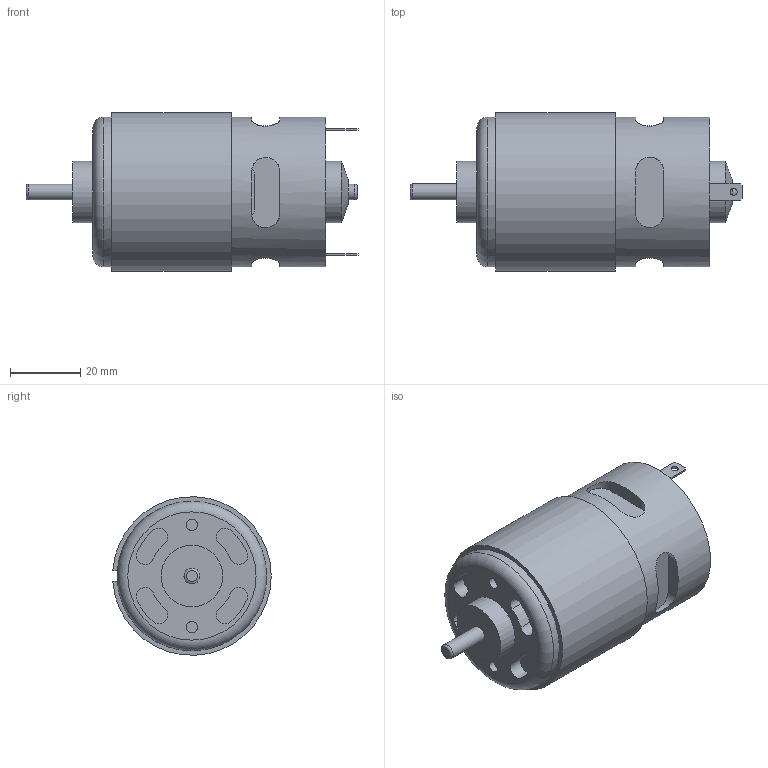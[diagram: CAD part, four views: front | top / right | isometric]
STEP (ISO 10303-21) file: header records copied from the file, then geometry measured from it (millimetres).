
FILE_DESCRIPTION( ( 'Unknown' ), '1' );
FILE_NAME( '770-775.stp', 'Unknown', ( 'Unknown' ), ( 'Unknown' ), 'PSStep 17.0.49', 'Unknown', ' ' );
FILE_SCHEMA( ( 'AUTOMOTIVE_DESIGN { 1 0 10303 214 1 1 1 1 }' ) );
Length unit declared in the file: millimetre
Products named in the file (1): 1
Bounding box: 94.2 x 44.95 x 44.98 mm (x, y, z)
Volume: 98811.6 mm3; surface area: 14485.3 mm2
Topology: 1 solids, 2 shells, 86 faces, 198 edges, 131 vertices
Faces by surface type: plane 46, cylinder 36, torus 3, cone 1
Full cylindrical faces by diameter (mm): 2 x2, 3.242 x2, 4.5 x2, 17.5 x2, 42.4 x1
Entity records: 3310 total; most frequent: CARTESIAN_POINT 671, DIRECTION 422, ORIENTED_EDGE 356, EDGE_CURVE 178, AXIS2_PLACEMENT_3D 165, VERTEX_POINT 126, EDGE_LOOP 120, FACE_OUTER_BOUND 98
